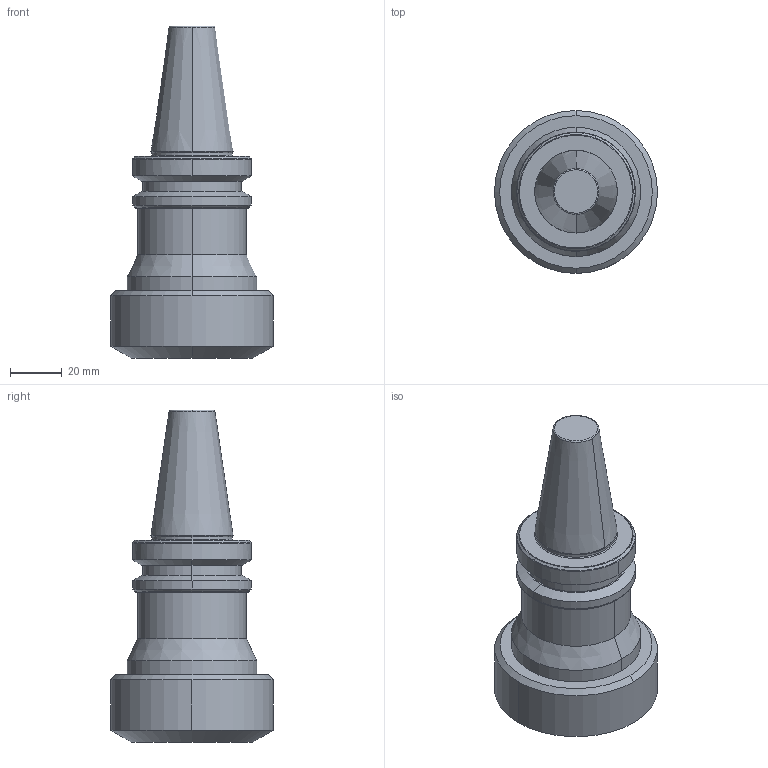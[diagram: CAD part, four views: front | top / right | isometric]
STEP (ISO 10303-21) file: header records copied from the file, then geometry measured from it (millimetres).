
FILE_DESCRIPTION (( 'STEP AP203' ), '1' );
FILE_NAME ('BT 30 ER 40 080 AD-6.3G15000 SL.STEP', '2019-05-20T09:05:47', ( '' ), ( '' ), 'SwSTEP 2.0', 'SolidWorks 2014', '' );
FILE_SCHEMA (( 'CONFIG_CONTROL_DESIGN' ));
Length unit declared in the file: millimetre
Products named in the file (1): BT 30 ER 40 080 AD-6.3G15000 SL
Bounding box: 63 x 63 x 128.4 mm (x, y, z)
Volume: 182562.4 mm3; surface area: 21689.8 mm2
Topology: 1 solids, 1 shells, 57 faces, 132 edges, 82 vertices
Faces by surface type: cone 18, cylinder 14, bspline 12, plane 7, torus 6
Entity records: 2421 total; most frequent: CARTESIAN_POINT 1081, DIRECTION 278, ORIENTED_EDGE 264, EDGE_CURVE 132, AXIS2_PLACEMENT_3D 123, VERTEX_POINT 82, CIRCLE 77, EDGE_LOOP 62
